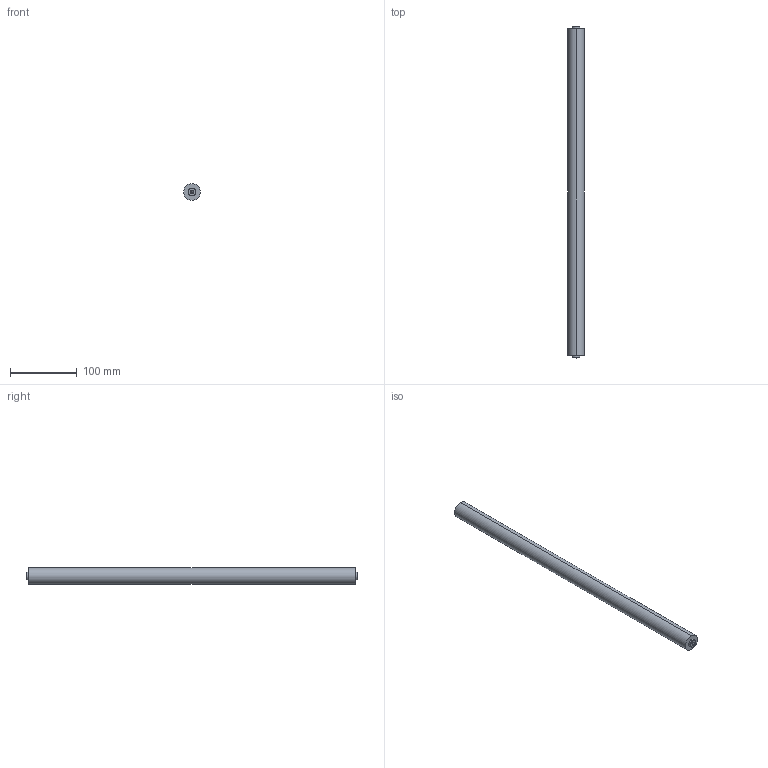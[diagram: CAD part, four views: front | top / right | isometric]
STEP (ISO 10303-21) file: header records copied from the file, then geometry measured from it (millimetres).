
FILE_DESCRIPTION (( 'STEP AP214' ), '1' );
FILE_NAME ('entretoise.STEP', '2020-04-01T06:37:48', ( '' ), ( '' ), 'SwSTEP 2.0', 'SolidWorks 2019', '' );
FILE_SCHEMA (( 'AUTOMOTIVE_DESIGN' ));
Length unit declared in the file: millimetre
Products named in the file (1): entretoise
Bounding box: 25 x 498 x 25 mm (x, y, z)
Volume: 240803.2 mm3; surface area: 40211.7 mm2
Topology: 1 solids, 1 shells, 22 faces, 46 edges, 26 vertices
Faces by surface type: cylinder 10, cone 8, plane 4
Entity records: 640 total; most frequent: DIRECTION 112, CARTESIAN_POINT 91, ORIENTED_EDGE 84, AXIS2_PLACEMENT_3D 47, EDGE_CURVE 42, EDGE_LOOP 26, VERTEX_POINT 26, CIRCLE 24
